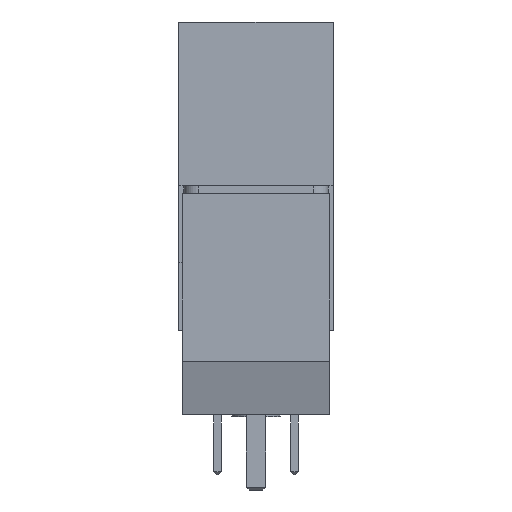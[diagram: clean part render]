
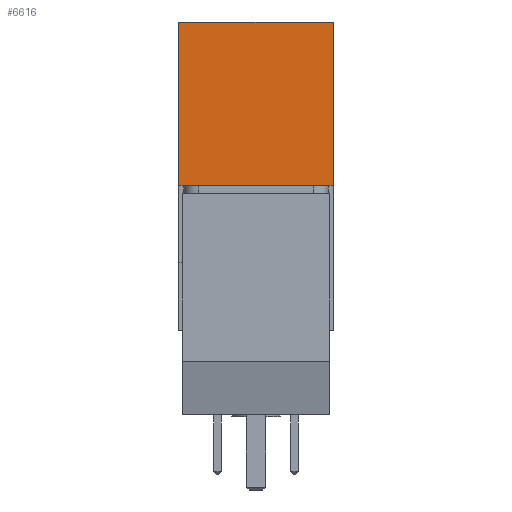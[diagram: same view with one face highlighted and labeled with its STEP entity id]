
A CAD part, left-side view. The second image highlights one B-rep face of the part: STEP entity #6616.
In plain terms, the highlighted planar face has unit normal (-1, 0, 0).
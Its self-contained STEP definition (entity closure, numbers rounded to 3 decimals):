
#77 = EDGE_CURVE ( 'NONE', #1514, #5919, #6413, .T. ) ;
#320 = DIRECTION ( 'NONE',  ( 0., 0., -1. ) ) ;
#340 = DIRECTION ( 'NONE',  ( 1., 0., 0. ) ) ;
#347 = CARTESIAN_POINT ( 'NONE',  ( -105.915, 38.987, 66.607 ) ) ;
#416 = ORIENTED_EDGE ( 'NONE', *, *, #3279, .F. ) ;
#812 = PLANE ( 'NONE',  #3728 ) ;
#945 = VECTOR ( 'NONE', #2263, 1000. ) ;
#988 = CARTESIAN_POINT ( 'NONE',  ( -105.915, 52.987, 66.607 ) ) ;
#1296 = EDGE_LOOP ( 'NONE', ( #6620, #4827, #3723, #6122, #416, #6754 ) ) ;
#1380 = CARTESIAN_POINT ( 'NONE',  ( -105.915, 38.987, 83.607 ) ) ;
#1514 = VERTEX_POINT ( 'NONE', #6280 ) ;
#1528 = EDGE_CURVE ( 'NONE', #4281, #2521, #5141, .T. ) ;
#1532 = CARTESIAN_POINT ( 'NONE',  ( -105.915, 54.487, 66.607 ) ) ;
#1550 = VECTOR ( 'NONE', #1760, 1000. ) ;
#1557 = VECTOR ( 'NONE', #2073, 1000. ) ;
#1697 = DIRECTION ( 'NONE',  ( 0., -1., 0. ) ) ;
#1760 = DIRECTION ( 'NONE',  ( 0., 0., 1. ) ) ;
#2073 = DIRECTION ( 'NONE',  ( 0., 1., 0. ) ) ;
#2232 = CARTESIAN_POINT ( 'NONE',  ( -105.915, 54.987, 83.607 ) ) ;
#2263 = DIRECTION ( 'NONE',  ( 0., 0., -1. ) ) ;
#2439 = CARTESIAN_POINT ( 'NONE',  ( -105.915, 40.987, 66.607 ) ) ;
#2521 = VERTEX_POINT ( 'NONE', #2439 ) ;
#2973 = VERTEX_POINT ( 'NONE', #988 ) ;
#2991 = DIRECTION ( 'NONE',  ( 0., 1., 0. ) ) ;
#3279 = EDGE_CURVE ( 'NONE', #2973, #1514, #4793, .T. ) ;
#3344 = CARTESIAN_POINT ( 'NONE',  ( -105.915, 38.987, 83.607 ) ) ;
#3485 = LINE ( 'NONE', #1532, #1557 ) ;
#3529 = CARTESIAN_POINT ( 'NONE',  ( -105.915, 38.987, 66.607 ) ) ;
#3537 = LINE ( 'NONE', #3344, #945 ) ;
#3723 = ORIENTED_EDGE ( 'NONE', *, *, #4922, .F. ) ;
#3728 = AXIS2_PLACEMENT_3D ( 'NONE', #1380, #340, #320 ) ;
#3797 = EDGE_CURVE ( 'NONE', #2521, #2973, #3485, .T. ) ;
#3957 = VECTOR ( 'NONE', #6679, 1000. ) ;
#4052 = CARTESIAN_POINT ( 'NONE',  ( -105.915, 38.987, 83.607 ) ) ;
#4256 = CARTESIAN_POINT ( 'NONE',  ( -105.915, 54.987, 83.607 ) ) ;
#4281 = VERTEX_POINT ( 'NONE', #3529 ) ;
#4766 = LINE ( 'NONE', #2232, #5096 ) ;
#4793 = LINE ( 'NONE', #347, #3957 ) ;
#4827 = ORIENTED_EDGE ( 'NONE', *, *, #6077, .F. ) ;
#4922 = EDGE_CURVE ( 'NONE', #5919, #6586, #4766, .T. ) ;
#5056 = VECTOR ( 'NONE', #2991, 1000. ) ;
#5096 = VECTOR ( 'NONE', #1697, 1000. ) ;
#5141 = LINE ( 'NONE', #6214, #5056 ) ;
#5919 = VERTEX_POINT ( 'NONE', #4256 ) ;
#6077 = EDGE_CURVE ( 'NONE', #6586, #4281, #3537, .T. ) ;
#6122 = ORIENTED_EDGE ( 'NONE', *, *, #77, .F. ) ;
#6214 = CARTESIAN_POINT ( 'NONE',  ( -105.915, 38.987, 66.607 ) ) ;
#6280 = CARTESIAN_POINT ( 'NONE',  ( -105.915, 54.987, 66.607 ) ) ;
#6413 = LINE ( 'NONE', #6634, #1550 ) ;
#6546 = FACE_OUTER_BOUND ( 'NONE', #1296, .T. ) ;
#6586 = VERTEX_POINT ( 'NONE', #4052 ) ;
#6616 = ADVANCED_FACE ( 'NONE', ( #6546 ), #812, .F. ) ;
#6620 = ORIENTED_EDGE ( 'NONE', *, *, #1528, .F. ) ;
#6634 = CARTESIAN_POINT ( 'NONE',  ( -105.915, 54.987, 83.607 ) ) ;
#6679 = DIRECTION ( 'NONE',  ( 0., 1., 0. ) ) ;
#6754 = ORIENTED_EDGE ( 'NONE', *, *, #3797, .F. ) ;
